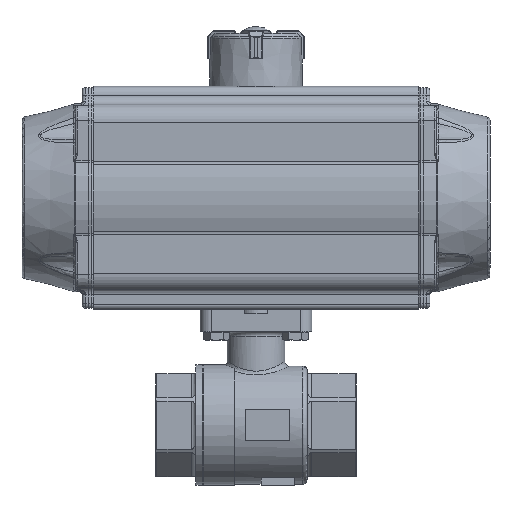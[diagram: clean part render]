
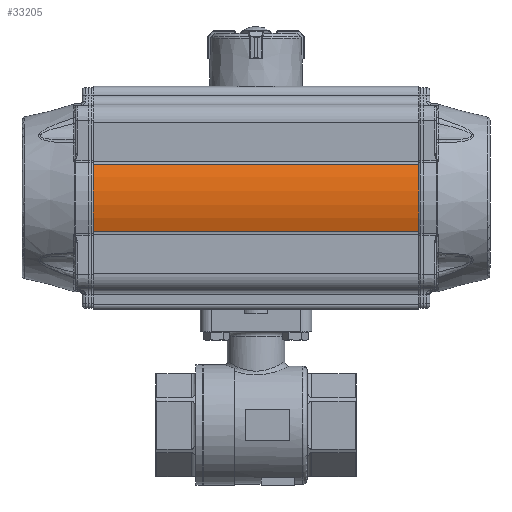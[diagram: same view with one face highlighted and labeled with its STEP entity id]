
A CAD part, left-side view. The second image highlights one B-rep face of the part: STEP entity #33205.
In plain terms, the highlighted cylindrical face has radius 42.5 mm (diameter 85 mm), a partial arc.
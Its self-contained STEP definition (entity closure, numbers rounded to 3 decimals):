
#3815=CIRCLE('',#35586,42.5);
#3816=CIRCLE('',#35587,42.5);
#8136=ORIENTED_EDGE('',*,*,#16175,.F.);
#8137=ORIENTED_EDGE('',*,*,#16090,.T.);
#8138=ORIENTED_EDGE('',*,*,#16176,.T.);
#8139=ORIENTED_EDGE('',*,*,#16096,.T.);
#16090=EDGE_CURVE('',#20349,#20350,#23035,.T.);
#16096=EDGE_CURVE('',#20356,#20355,#23038,.T.);
#16175=EDGE_CURVE('',#20349,#20355,#3815,.T.);
#16176=EDGE_CURVE('',#20350,#20356,#3816,.T.);
#20349=VERTEX_POINT('',#60088);
#20350=VERTEX_POINT('',#60089);
#20355=VERTEX_POINT('',#60100);
#20356=VERTEX_POINT('',#60102);
#23035=LINE('',#60087,#24761);
#23038=LINE('',#60101,#24764);
#24761=VECTOR('',#40085,1000.);
#24764=VECTOR('',#40096,1000.);
#26722=EDGE_LOOP('',(#8136,#8137,#8138,#8139));
#29226=FACE_BOUND('',#26722,.T.);
#31025=CYLINDRICAL_SURFACE('',#35585,42.5);
#33205=ADVANCED_FACE('',(#29226),#31025,.T.);
#35585=AXIS2_PLACEMENT_3D('',#60266,#40249,#40250);
#35586=AXIS2_PLACEMENT_3D('',#60267,#40251,#40252);
#35587=AXIS2_PLACEMENT_3D('',#60268,#40253,#40254);
#40085=DIRECTION('',(0.,0.,-1.));
#40096=DIRECTION('',(0.,0.,1.));
#40249=DIRECTION('',(0.,0.,1.));
#40250=DIRECTION('',(1.,0.,0.));
#40251=DIRECTION('',(0.,0.,1.));
#40252=DIRECTION('',(1.,0.,0.));
#40253=DIRECTION('',(0.,0.,1.));
#40254=DIRECTION('',(1.,0.,0.));
#60087=CARTESIAN_POINT('',(-39.758,15.018,0.));
#60088=CARTESIAN_POINT('',(-39.758,15.018,146.));
#60089=CARTESIAN_POINT('',(-39.758,15.018,0.));
#60100=CARTESIAN_POINT('',(-39.758,-15.018,146.));
#60101=CARTESIAN_POINT('',(-39.758,-15.018,0.));
#60102=CARTESIAN_POINT('',(-39.758,-15.018,0.));
#60266=CARTESIAN_POINT('',(0.,0.,0.));
#60267=CARTESIAN_POINT('',(0.,0.,146.));
#60268=CARTESIAN_POINT('',(0.,0.,0.));
